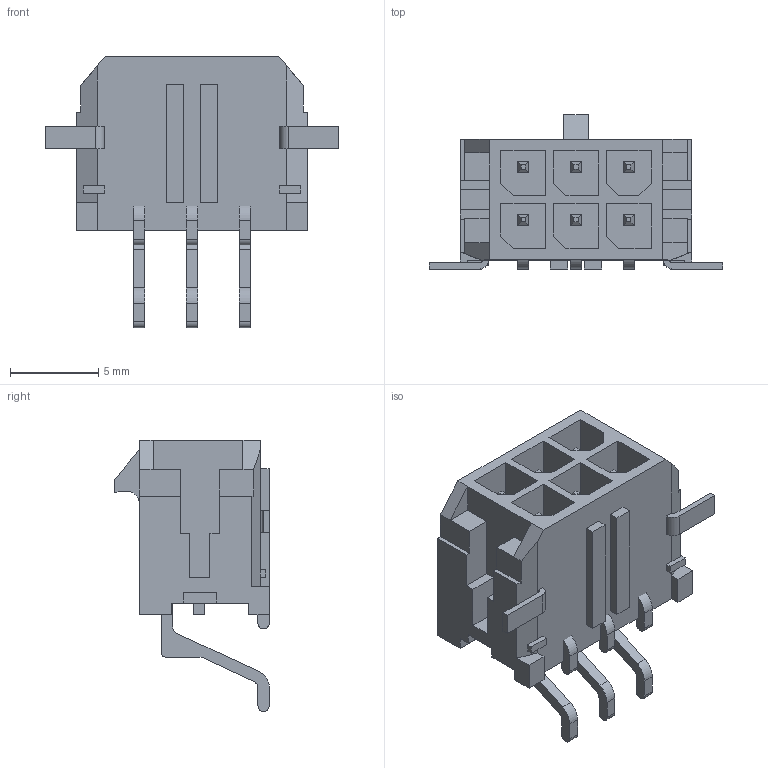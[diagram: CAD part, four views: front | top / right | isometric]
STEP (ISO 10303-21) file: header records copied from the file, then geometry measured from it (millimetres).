
FILE_DESCRIPTION (( 'STEP AP214' ), '1' );
FILE_NAME ('0430450610.STEP', '2023-11-29T22:23:26', ( '' ), ( '' ), 'SwSTEP 2.0', 'SolidWorks 2021', '' );
FILE_SCHEMA (( 'AUTOMOTIVE_DESIGN' ));
Length unit declared in the file: millimetre
Products named in the file (4): 0430450610; 043045xxxx_06; pin^043045xxxx G ass_gold; tab^043045xxxx G ass
Assembly tree (5 placements, depth 2):
  0430450610
    043045xxxx_06
    tab^043045xxxx G ass
    pin^043045xxxx G ass_gold  x3
Bounding box: 16.65 x 8.77 x 15.4 mm (x, y, z)
Volume: 567.7 mm3; surface area: 1271 mm2
Topology: 17 solids, 17 shells, 379 faces, 976 edges, 640 vertices
Faces by surface type: plane 343, cylinder 36
Entity records: 9032 total; most frequent: CARTESIAN_POINT 1575, ORIENTED_EDGE 1540, DIRECTION 1396, EDGE_CURVE 770, LINE 738, VECTOR 738, VERTEX_POINT 508, AXIS2_PLACEMENT_3D 329
